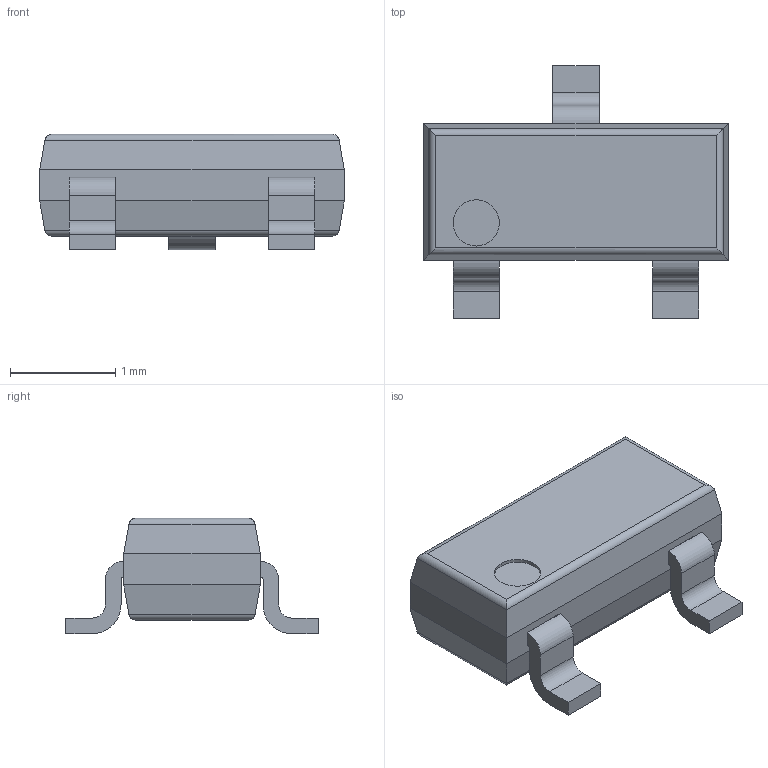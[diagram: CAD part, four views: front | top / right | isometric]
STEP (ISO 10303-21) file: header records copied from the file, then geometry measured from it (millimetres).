
FILE_DESCRIPTION (( 'STEP AP214' ), '1' );
FILE_NAME ('SOT23-3P95_240X110L53X44.STEP', '2023-11-25T10:20:50', ( '' ), ( '' ), 'SwSTEP 2.0', 'SolidWorks 2023', '' );
FILE_SCHEMA (( 'AUTOMOTIVE_DESIGN' ));
Length unit declared in the file: millimetre
Products named in the file (1): SOT23-3P95_240X110L53X44
Bounding box: 2.9 x 2.4 x 1.1 mm (x, y, z)
Volume: 3.7 mm3; surface area: 18.2 mm2
Topology: 4 solids, 4 shells, 67 faces, 158 edges, 100 vertices
Faces by surface type: plane 45, cylinder 22
Entity records: 2764 total; most frequent: CARTESIAN_POINT 485, ORIENTED_EDGE 316, DIRECTION 285, EDGE_CURVE 158, VERTEX_POINT 100, AXIS2_PLACEMENT_3D 96, LINE 93, VECTOR 93
